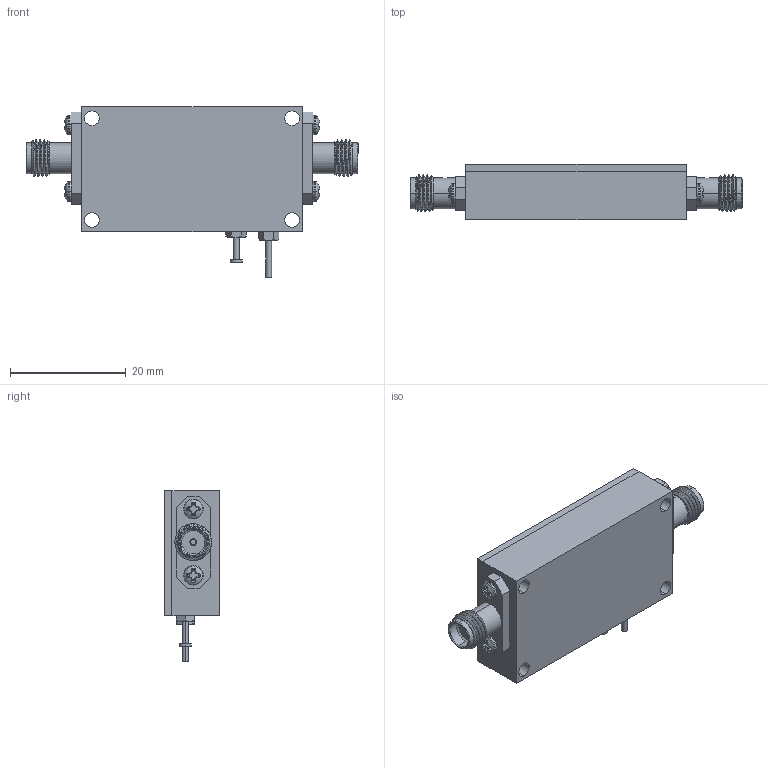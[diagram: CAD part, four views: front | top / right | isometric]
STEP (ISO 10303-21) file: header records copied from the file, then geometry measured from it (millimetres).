
FILE_DESCRIPTION (( 'STEP AP214' ), '1' );
FILE_NAME ('FMAM1009_3D.step', '2023-07-06T16:00:48', ( '' ), ( '' ), 'SwSTEP 2.0', 'SolidWorks 2022', '' );
FILE_SCHEMA (( 'AUTOMOTIVE_DESIGN' ));
Length unit declared in the file: inch
Products named in the file (1): FMAM1009_3D
Bounding box: 57.25 x 9.6 x 29.46 mm (x, y, z)
Volume: 8303.4 mm3; surface area: 4052.5 mm2
Topology: 1 solids, 9 shells, 1004 faces, 2700 edges, 1776 vertices
Faces by surface type: plane 517, cylinder 200, cone 146, bspline 121, torus 16, sphere 4
Entity records: 44748 total; most frequent: CARTESIAN_POINT 20958, ORIENTED_EDGE 5392, DIRECTION 4294, EDGE_CURVE 2696, VERTEX_POINT 1776, VECTOR 1498, LINE 1498, AXIS2_PLACEMENT_3D 1398
